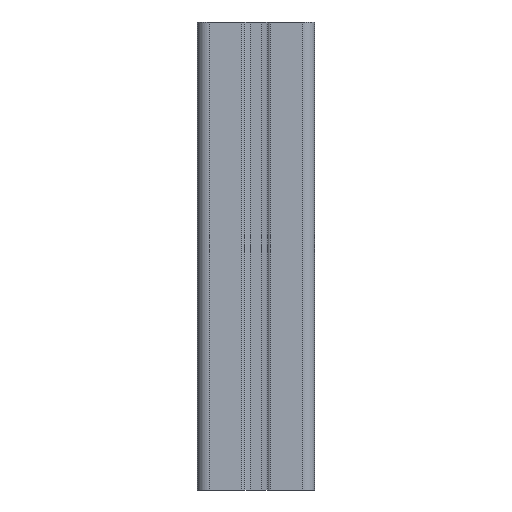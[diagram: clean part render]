
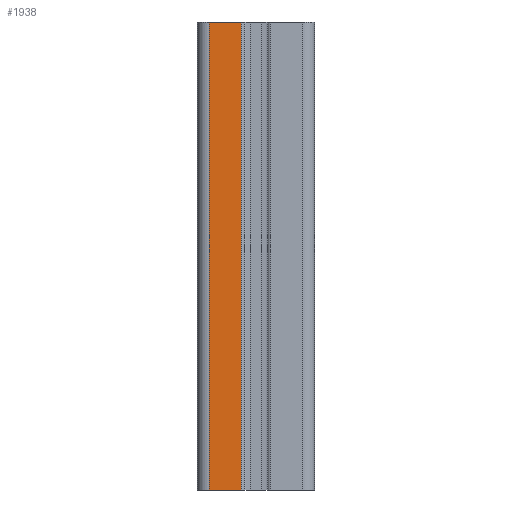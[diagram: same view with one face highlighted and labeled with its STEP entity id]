
A CAD part, front view. The second image highlights one B-rep face of the part: STEP entity #1938.
In plain terms, the highlighted planar face has unit normal (0, -1, 0).
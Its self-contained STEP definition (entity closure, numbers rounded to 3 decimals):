
#247=ORIENTED_EDGE('',*,*,#803,.T.);
#248=ORIENTED_EDGE('',*,*,#804,.F.);
#249=ORIENTED_EDGE('',*,*,#805,.F.);
#250=ORIENTED_EDGE('',*,*,#801,.T.);
#801=EDGE_CURVE('',#1068,#1067,#1270,.T.);
#803=EDGE_CURVE('',#1067,#1069,#1271,.T.);
#804=EDGE_CURVE('',#1070,#1069,#1272,.T.);
#805=EDGE_CURVE('',#1068,#1070,#1273,.T.);
#1067=VERTEX_POINT('',#2944);
#1068=VERTEX_POINT('',#2946);
#1069=VERTEX_POINT('',#2950);
#1070=VERTEX_POINT('',#2952);
#1270=LINE('',#2945,#1486);
#1271=LINE('',#2949,#1487);
#1272=LINE('',#2951,#1488);
#1273=LINE('',#2953,#1489);
#1486=VECTOR('',#2359,1000.);
#1487=VECTOR('',#2364,1000.);
#1488=VECTOR('',#2365,1000.);
#1489=VECTOR('',#2366,1000.);
#1656=EDGE_LOOP('',(#247,#248,#249,#250));
#1766=FACE_BOUND('',#1656,.T.);
#1868=PLANE('',#2066);
#1938=ADVANCED_FACE('',(#1766),#1868,.F.);
#2066=AXIS2_PLACEMENT_3D('',#2948,#2362,#2363);
#2359=DIRECTION('',(0.,0.,1.));
#2362=DIRECTION('',(0.,1.,0.));
#2363=DIRECTION('',(-1.,0.,0.));
#2364=DIRECTION('',(-1.,0.,0.));
#2365=DIRECTION('',(0.,0.,1.));
#2366=DIRECTION('',(-1.,0.,0.));
#2944=CARTESIAN_POINT('',(-5.,-20.,0.));
#2945=CARTESIAN_POINT('',(-5.,-20.,-1000.));
#2946=CARTESIAN_POINT('',(-5.,-20.,-160.));
#2948=CARTESIAN_POINT('',(-16.,-20.,-1000.));
#2949=CARTESIAN_POINT('',(-16.,-20.,0.));
#2950=CARTESIAN_POINT('',(-16.,-20.,0.));
#2951=CARTESIAN_POINT('',(-16.,-20.,-1000.));
#2952=CARTESIAN_POINT('',(-16.,-20.,-160.));
#2953=CARTESIAN_POINT('',(-5.,-20.,-160.));
